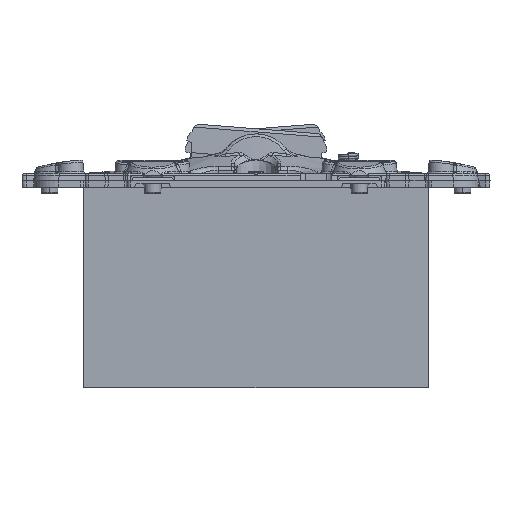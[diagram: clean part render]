
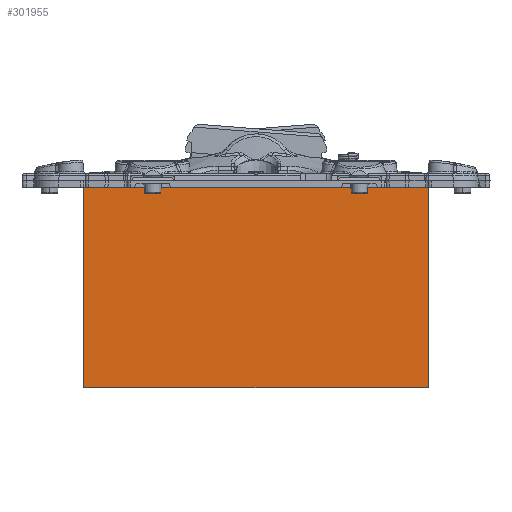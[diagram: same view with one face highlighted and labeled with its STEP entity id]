
A CAD part, left-side view. The second image highlights one B-rep face of the part: STEP entity #301955.
In plain terms, the highlighted planar face has unit normal (-1, 0, 0).
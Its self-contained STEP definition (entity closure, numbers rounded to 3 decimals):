
#301928=AXIS2_PLACEMENT_3D('Plane Axis2P3D',#301925,#301926,#301927) ;
#9942=CARTESIAN_POINT('Vertex',(-27.5,9.38,0.)) ;
#9949=CARTESIAN_POINT('Vertex',(-27.5,4.117,0.)) ;
#11919=CARTESIAN_POINT('Line Origine',(-27.5,-11.692,0.)) ;
#11923=CARTESIAN_POINT('Vertex',(-27.5,-27.5,0.)) ;
#11959=CARTESIAN_POINT('Vertex',(-27.5,27.5,0.)) ;
#11962=CARTESIAN_POINT('Line Origine',(-27.5,18.44,0.)) ;
#301898=CARTESIAN_POINT('Vertex',(-27.5,27.5,-32.)) ;
#301901=CARTESIAN_POINT('Line Origine',(-27.5,27.5,-16.)) ;
#301925=CARTESIAN_POINT('Axis2P3D Location',(-27.5,-27.5,0.)) ;
#301930=CARTESIAN_POINT('Line Origine',(-27.5,0.,-32.)) ;
#301934=CARTESIAN_POINT('Vertex',(-27.5,-27.5,-32.)) ;
#301937=CARTESIAN_POINT('Line Origine',(-27.5,-27.5,-16.)) ;
#301942=CARTESIAN_POINT('Line Origine',(-27.5,6.749,0.)) ;
#11920=DIRECTION('Vector Direction',(0.,1.,0.)) ;
#11963=DIRECTION('Vector Direction',(0.,1.,0.)) ;
#301902=DIRECTION('Vector Direction',(0.,0.,-1.)) ;
#301926=DIRECTION('Axis2P3D Direction',(-1.,0.,0.)) ;
#301927=DIRECTION('Axis2P3D XDirection',(0.,1.,0.)) ;
#301931=DIRECTION('Vector Direction',(0.,1.,0.)) ;
#301938=DIRECTION('Vector Direction',(0.,0.,-1.)) ;
#301943=DIRECTION('Vector Direction',(0.,1.,0.)) ;
#11921=VECTOR('Line Direction',#11920,1.) ;
#11964=VECTOR('Line Direction',#11963,1.) ;
#301903=VECTOR('Line Direction',#301902,1.) ;
#301932=VECTOR('Line Direction',#301931,1.) ;
#301939=VECTOR('Line Direction',#301938,1.) ;
#301944=VECTOR('Line Direction',#301943,1.) ;
#301948=ORIENTED_EDGE('',*,*,#301936,.T.) ;
#301949=ORIENTED_EDGE('',*,*,#301941,.F.) ;
#301950=ORIENTED_EDGE('',*,*,#11925,.F.) ;
#301951=ORIENTED_EDGE('',*,*,#301946,.F.) ;
#301952=ORIENTED_EDGE('',*,*,#11966,.F.) ;
#301953=ORIENTED_EDGE('',*,*,#301905,.T.) ;
#301955=ADVANCED_FACE('PartBody',(#301954),#301929,.T.) ;
#11925=EDGE_CURVE('',#9950,#11924,#11922,.F.) ;
#11966=EDGE_CURVE('',#11960,#9943,#11965,.F.) ;
#301905=EDGE_CURVE('',#11960,#301899,#301904,.T.) ;
#301936=EDGE_CURVE('',#301899,#301935,#301933,.F.) ;
#301941=EDGE_CURVE('',#11924,#301935,#301940,.T.) ;
#301946=EDGE_CURVE('',#9943,#9950,#301945,.F.) ;
#301947=EDGE_LOOP('',(#301948,#301949,#301950,#301951,#301952,#301953)) ;
#301954=FACE_OUTER_BOUND('',#301947,.T.) ;
#11922=LINE('Line',#11919,#11921) ;
#11965=LINE('Line',#11962,#11964) ;
#301904=LINE('Line',#301901,#301903) ;
#301933=LINE('Line',#301930,#301932) ;
#301940=LINE('Line',#301937,#301939) ;
#301945=LINE('Line',#301942,#301944) ;
#301929=PLANE('',#301928) ;
#9943=VERTEX_POINT('',#9942) ;
#9950=VERTEX_POINT('',#9949) ;
#11924=VERTEX_POINT('',#11923) ;
#11960=VERTEX_POINT('',#11959) ;
#301899=VERTEX_POINT('',#301898) ;
#301935=VERTEX_POINT('',#301934) ;
